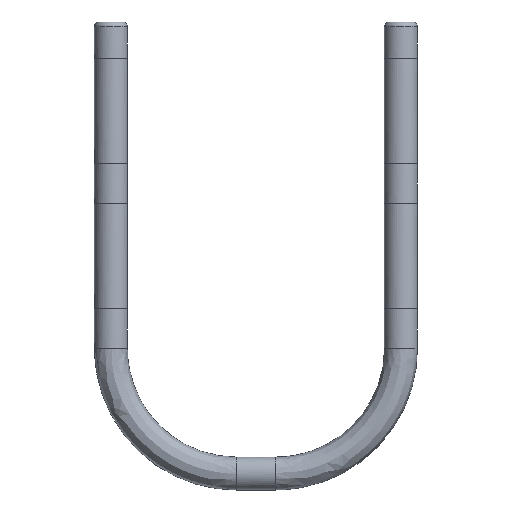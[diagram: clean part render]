
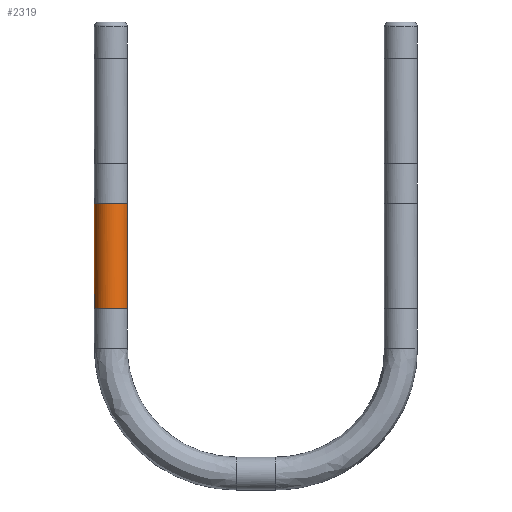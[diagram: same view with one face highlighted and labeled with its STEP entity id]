
A CAD part, top view. The second image highlights one B-rep face of the part: STEP entity #2319.
In plain terms, the highlighted cylindrical face has radius 12.5 mm (diameter 25 mm), a partial arc.
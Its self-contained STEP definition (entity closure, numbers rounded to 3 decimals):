
#2319=ADVANCED_FACE('',(#2568),#5968,.T.);
#2568=FACE_OUTER_BOUND('',#2825,.T.);
#2825=EDGE_LOOP('',(#3290,#3291,#3292,#3293));
#3290=ORIENTED_EDGE('',*,*,#4342,.F.);
#3291=ORIENTED_EDGE('',*,*,#4346,.T.);
#3292=ORIENTED_EDGE('',*,*,#4340,.F.);
#3293=ORIENTED_EDGE('',*,*,#4347,.T.);
#4340=EDGE_CURVE('',#5565,#5566,#4923,.T.);
#4342=EDGE_CURVE('',#5567,#5568,#4924,.T.);
#4346=EDGE_CURVE('',#5567,#5566,#5250,.T.);
#4347=EDGE_CURVE('',#5565,#5568,#5251,.T.);
#4923=B_SPLINE_CURVE_WITH_KNOTS('',1,(#7845,#7846),.UNSPECIFIED.,.F.,.F.,
(2,2),(0.,79.6),.UNSPECIFIED.);
#4924=B_SPLINE_CURVE_WITH_KNOTS('',1,(#7852,#7853),.UNSPECIFIED.,.F.,.F.,
(2,2),(0.,79.6),.UNSPECIFIED.);
#5250=(
BOUNDED_CURVE()
B_SPLINE_CURVE(2,(#7981,#7982,#7983,#7984,#7985),.UNSPECIFIED.,.F.,.F.)
B_SPLINE_CURVE_WITH_KNOTS((3,2,3),(0.,19.635,39.27),
 .UNSPECIFIED.)
CURVE()
GEOMETRIC_REPRESENTATION_ITEM()
RATIONAL_B_SPLINE_CURVE((1.,0.707,1.,0.707,1.))
REPRESENTATION_ITEM('')
);
#5251=(
BOUNDED_CURVE()
B_SPLINE_CURVE(2,(#7986,#7987,#7988,#7989,#7990),.UNSPECIFIED.,.F.,.F.)
B_SPLINE_CURVE_WITH_KNOTS((3,2,3),(0.,19.635,39.27),
 .UNSPECIFIED.)
CURVE()
GEOMETRIC_REPRESENTATION_ITEM()
RATIONAL_B_SPLINE_CURVE((1.,0.707,1.,0.707,1.))
REPRESENTATION_ITEM('')
);
#5565=VERTEX_POINT('',#7607);
#5566=VERTEX_POINT('',#7608);
#5567=VERTEX_POINT('',#7609);
#5568=VERTEX_POINT('',#7610);
#5968=CYLINDRICAL_SURFACE('',#6199,12.5);
#6199=AXIS2_PLACEMENT_3D('',#7582,#6323,$);
#6323=DIRECTION('',(0.,-1.,0.));
#7582=CARTESIAN_POINT('',(0.,164.848,0.));
#7607=CARTESIAN_POINT('',(12.5,204.648,0.));
#7608=CARTESIAN_POINT('',(12.5,125.048,0.));
#7609=CARTESIAN_POINT('',(-12.5,125.048,0.));
#7610=CARTESIAN_POINT('',(-12.5,204.648,0.));
#7845=CARTESIAN_POINT('',(12.5,204.648,0.));
#7846=CARTESIAN_POINT('',(12.5,125.048,0.));
#7852=CARTESIAN_POINT('',(-12.5,125.048,0.));
#7853=CARTESIAN_POINT('',(-12.5,204.648,0.));
#7981=CARTESIAN_POINT('',(-12.5,125.048,0.));
#7982=CARTESIAN_POINT('',(-12.5,125.048,12.5));
#7983=CARTESIAN_POINT('',(0.,125.048,12.5));
#7984=CARTESIAN_POINT('',(12.5,125.048,12.5));
#7985=CARTESIAN_POINT('',(12.5,125.048,0.));
#7986=CARTESIAN_POINT('',(12.5,204.648,0.));
#7987=CARTESIAN_POINT('',(12.5,204.648,12.5));
#7988=CARTESIAN_POINT('',(0.,204.648,12.5));
#7989=CARTESIAN_POINT('',(-12.5,204.648,12.5));
#7990=CARTESIAN_POINT('',(-12.5,204.648,0.));
